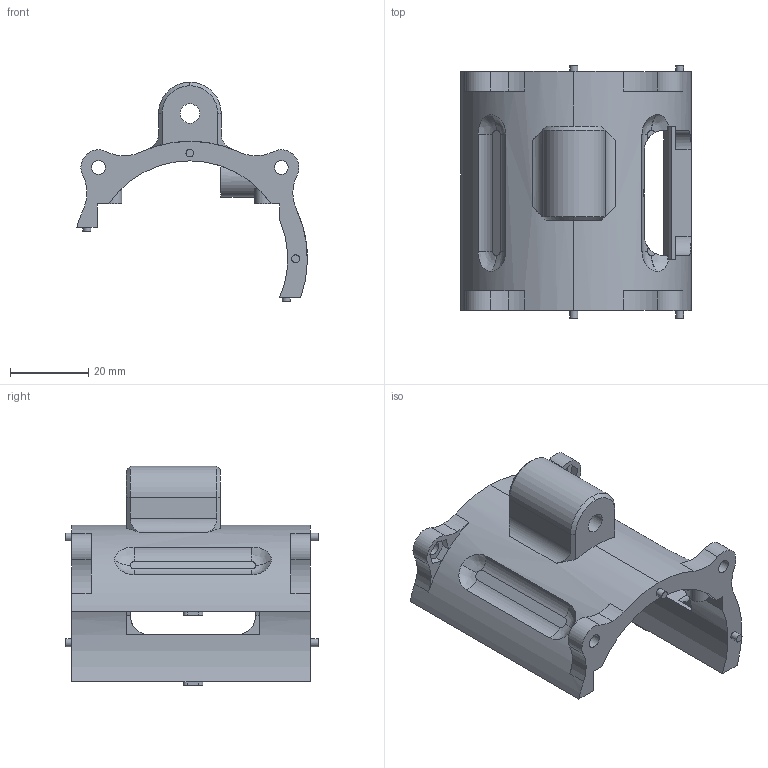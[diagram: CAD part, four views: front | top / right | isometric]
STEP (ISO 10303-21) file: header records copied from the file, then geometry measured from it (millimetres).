
FILE_DESCRIPTION(('HOOPS Exchange Step'),'2;1');
FILE_NAME('temp_export','2024-01-16T21:17:44+09:00',('mobile'),('Shapr3D Limited'),'HOOPS Exchange 2023.2','Shapr3D','Authorized');
FILE_SCHEMA( ('AUTOMOTIVE_DESIGN { 1 0 10303 214 1 1 1 1 }') );
Length unit declared in the file: millimetre
Products named in the file (1): Upper_HM
Bounding box: 58.9 x 64.5 x 56.1 mm (x, y, z)
Volume: 28627.5 mm3; surface area: 14490.6 mm2
Topology: 1 solids, 1 shells, 160 faces, 442 edges, 293 vertices
Faces by surface type: plane 90, cylinder 55, bspline 12, cone 3
Full cylindrical faces by diameter (mm): 1 x3, 2 x4, 3.5 x5, 5 x1
Entity records: 8440 total; most frequent: CARTESIAN_POINT 4284, ORIENTED_EDGE 884, DIRECTION 845, EDGE_CURVE 442, AXIS2_PLACEMENT_3D 303, VERTEX_POINT 293, VECTOR 239, LINE 239
